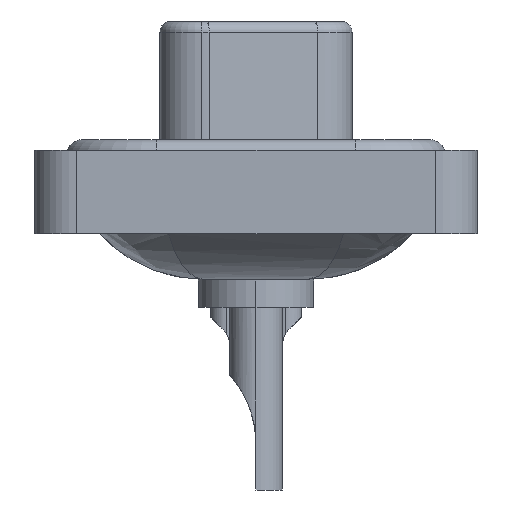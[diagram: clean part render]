
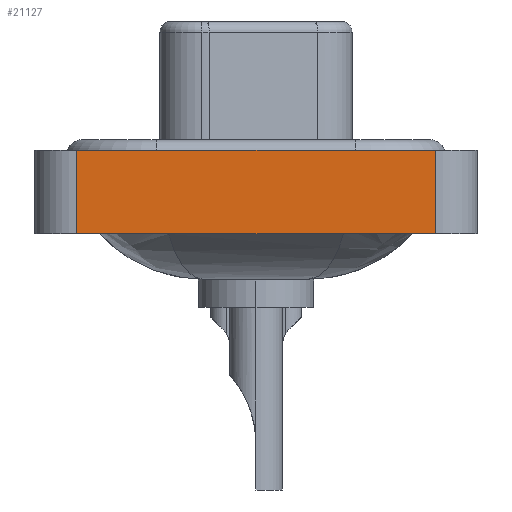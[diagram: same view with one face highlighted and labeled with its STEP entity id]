
A CAD part, left-side view. The second image highlights one B-rep face of the part: STEP entity #21127.
In plain terms, the highlighted planar face has unit normal (-1, 0, 0).
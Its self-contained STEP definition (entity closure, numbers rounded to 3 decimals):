
#46 = CARTESIAN_POINT ( 'NONE',  ( -7.35, -8.55, 0.4 ) ) ;
#722 = CARTESIAN_POINT ( 'NONE',  ( -7.35, 8.55, -3.6 ) ) ;
#1928 = VERTEX_POINT ( 'NONE', #2445 ) ;
#2445 = CARTESIAN_POINT ( 'NONE',  ( -7.35, -8.55, -3.6 ) ) ;
#3694 = EDGE_CURVE ( 'NONE', #8254, #12966, #18442, .T. ) ;
#4357 = CARTESIAN_POINT ( 'NONE',  ( -7.35, -8.55, -3.6 ) ) ;
#4995 = EDGE_LOOP ( 'NONE', ( #18226, #9096, #13018, #17933 ) ) ;
#5616 = CARTESIAN_POINT ( 'NONE',  ( -7.35, -8.55, -3.6 ) ) ;
#5773 = DIRECTION ( 'NONE',  ( 0., 0., 1. ) ) ;
#5937 = DIRECTION ( 'NONE',  ( 0., -1., 0. ) ) ;
#6122 = VECTOR ( 'NONE', #10039, 1000. ) ;
#6421 = EDGE_CURVE ( 'NONE', #1928, #12966, #20518, .T. ) ;
#7312 = DIRECTION ( 'NONE',  ( 0., 0., 1. ) ) ;
#7327 = EDGE_CURVE ( 'NONE', #8989, #1928, #20464, .T. ) ;
#7591 = AXIS2_PLACEMENT_3D ( 'NONE', #9547, #13025, #18067 ) ;
#8254 = VERTEX_POINT ( 'NONE', #15655 ) ;
#8317 = CARTESIAN_POINT ( 'NONE',  ( -7.35, -8.55, 0.4 ) ) ;
#8469 = VECTOR ( 'NONE', #5773, 1000. ) ;
#8924 = VECTOR ( 'NONE', #7312, 1000. ) ;
#8989 = VERTEX_POINT ( 'NONE', #18098 ) ;
#9096 = ORIENTED_EDGE ( 'NONE', *, *, #3694, .F. ) ;
#9547 = CARTESIAN_POINT ( 'NONE',  ( -7.35, -8.55, -3.6 ) ) ;
#10039 = DIRECTION ( 'NONE',  ( 0., -1., 0. ) ) ;
#12966 = VERTEX_POINT ( 'NONE', #46 ) ;
#13018 = ORIENTED_EDGE ( 'NONE', *, *, #17534, .F. ) ;
#13025 = DIRECTION ( 'NONE',  ( -1., 0., 0. ) ) ;
#15655 = CARTESIAN_POINT ( 'NONE',  ( -7.35, 8.55, 0.4 ) ) ;
#16520 = VECTOR ( 'NONE', #5937, 1000. ) ;
#17222 = LINE ( 'NONE', #722, #8924 ) ;
#17534 = EDGE_CURVE ( 'NONE', #8989, #8254, #17222, .T. ) ;
#17850 = PLANE ( 'NONE',  #7591 ) ;
#17933 = ORIENTED_EDGE ( 'NONE', *, *, #7327, .T. ) ;
#18067 = DIRECTION ( 'NONE',  ( 0., 0., 1. ) ) ;
#18098 = CARTESIAN_POINT ( 'NONE',  ( -7.35, 8.55, -3.6 ) ) ;
#18226 = ORIENTED_EDGE ( 'NONE', *, *, #6421, .T. ) ;
#18442 = LINE ( 'NONE', #8317, #6122 ) ;
#20464 = LINE ( 'NONE', #5616, #16520 ) ;
#20518 = LINE ( 'NONE', #4357, #8469 ) ;
#21127 = ADVANCED_FACE ( 'NONE', ( #21289 ), #17850, .T. ) ;
#21289 = FACE_OUTER_BOUND ( 'NONE', #4995, .T. ) ;
